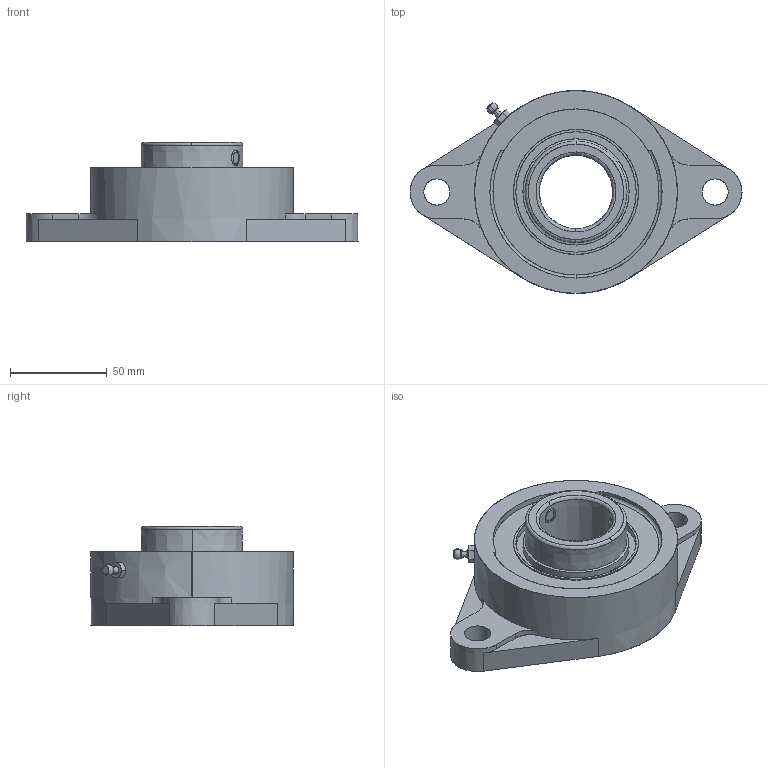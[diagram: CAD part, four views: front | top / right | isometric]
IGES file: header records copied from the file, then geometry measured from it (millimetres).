
Start section: SolidWorks IGES file using analytic representation for surfaces
Global section: file name: SFDEFAU1130218215302.igs; native system: SolidWorks 2012; preprocessor: SolidWorks 2012; author: partstream; date: 111130.021824; units: millimetre
Bounding box: 171.45 x 104.78 x 51.2 mm (x, y, z)
Surface area: 49456.2 mm2 (no closed solid volume)
Topology: 0 solids, 0 shells, 132 faces, 2794 edges, 2805 vertices
Faces by surface type: bspline 67, revolution 65
